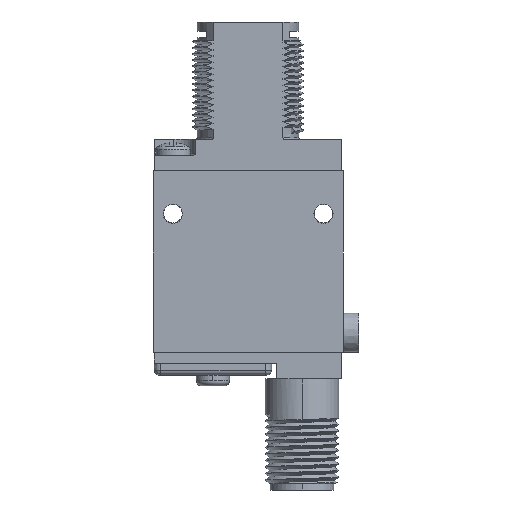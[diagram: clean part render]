
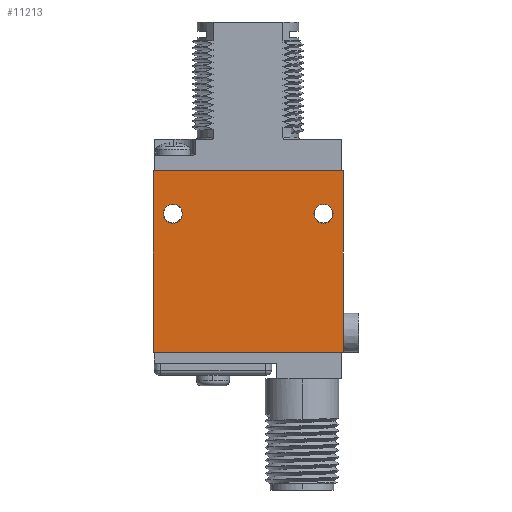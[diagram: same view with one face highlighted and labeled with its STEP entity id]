
A CAD part, left-side view. The second image highlights one B-rep face of the part: STEP entity #11213.
In plain terms, the highlighted planar face has unit normal (-1, 0, 0).
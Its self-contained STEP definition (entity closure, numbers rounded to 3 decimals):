
#1=DIRECTION('',(0.,0.,-1.));
#2=VECTOR('',#1,29.464);
#3=CARTESIAN_POINT('',(-6.02,0.,0.));
#4=LINE('',#3,#2);
#5=DIRECTION('',(0.,1.,0.));
#6=VECTOR('',#5,30.785);
#7=CARTESIAN_POINT('',(-6.02,0.,-29.464));
#8=LINE('',#7,#6);
#9=DIRECTION('',(0.,0.,1.));
#10=VECTOR('',#9,29.464);
#11=CARTESIAN_POINT('',(-6.02,30.785,-29.464));
#12=LINE('',#11,#10);
#13=DIRECTION('',(0.,-1.,0.));
#14=VECTOR('',#13,30.785);
#15=CARTESIAN_POINT('',(-6.02,30.785,0.));
#16=LINE('',#15,#14);
#17=CARTESIAN_POINT('',(-6.02,27.61,-6.985));
#18=DIRECTION('',(1.,0.,0.));
#19=DIRECTION('',(0.,0.,-1.));
#20=AXIS2_PLACEMENT_3D('',#17,#18,#19);
#22=CARTESIAN_POINT('',(-6.02,27.61,-6.985));
#23=DIRECTION('',(1.,0.,0.));
#24=DIRECTION('',(0.,0.,1.));
#25=AXIS2_PLACEMENT_3D('',#22,#23,#24);
#27=CARTESIAN_POINT('',(-6.02,3.175,-6.985));
#28=DIRECTION('',(1.,0.,0.));
#29=DIRECTION('',(0.,0.,-1.));
#30=AXIS2_PLACEMENT_3D('',#27,#28,#29);
#32=CARTESIAN_POINT('',(-6.02,3.175,-6.985));
#33=DIRECTION('',(1.,0.,0.));
#34=DIRECTION('',(0.,0.,1.));
#35=AXIS2_PLACEMENT_3D('',#32,#33,#34);
#10211=CARTESIAN_POINT('',(-6.02,0.,0.));
#10212=CARTESIAN_POINT('',(-6.02,0.,-29.464));
#10213=VERTEX_POINT('',#10211);
#10214=VERTEX_POINT('',#10212);
#10215=CARTESIAN_POINT('',(-6.02,30.785,-29.464));
#10216=VERTEX_POINT('',#10215);
#10217=CARTESIAN_POINT('',(-6.02,30.785,0.));
#10218=VERTEX_POINT('',#10217);
#10227=CARTESIAN_POINT('',(-6.02,27.61,-8.535));
#10228=CARTESIAN_POINT('',(-6.02,27.61,-5.435));
#10229=VERTEX_POINT('',#10227);
#10230=VERTEX_POINT('',#10228);
#10231=CARTESIAN_POINT('',(-6.02,3.175,-8.535));
#10232=CARTESIAN_POINT('',(-6.02,3.175,-5.435));
#10233=VERTEX_POINT('',#10231);
#10234=VERTEX_POINT('',#10232);
#11186=CARTESIAN_POINT('',(-6.02,0.,0.));
#11187=DIRECTION('',(1.,0.,0.));
#11188=DIRECTION('',(0.,0.,-1.));
#11189=AXIS2_PLACEMENT_3D('',#11186,#11187,#11188);
#11190=PLANE('',#11189);
#11192=ORIENTED_EDGE('',*,*,#11191,.T.);
#11194=ORIENTED_EDGE('',*,*,#11193,.T.);
#11196=ORIENTED_EDGE('',*,*,#11195,.T.);
#11198=ORIENTED_EDGE('',*,*,#11197,.T.);
#11199=EDGE_LOOP('',(#11192,#11194,#11196,#11198));
#11200=FACE_OUTER_BOUND('',#11199,.F.);
#11202=ORIENTED_EDGE('',*,*,#11201,.F.);
#11204=ORIENTED_EDGE('',*,*,#11203,.F.);
#11205=EDGE_LOOP('',(#11202,#11204));
#11206=FACE_BOUND('',#11205,.F.);
#11208=ORIENTED_EDGE('',*,*,#11207,.F.);
#11210=ORIENTED_EDGE('',*,*,#11209,.F.);
#11211=EDGE_LOOP('',(#11208,#11210));
#11212=FACE_BOUND('',#11211,.F.);
#11213=ADVANCED_FACE('',(#11200,#11206,#11212),#11190,.F.);
#21=CIRCLE('',#20,1.55);
#26=CIRCLE('',#25,1.55);
#31=CIRCLE('',#30,1.55);
#36=CIRCLE('',#35,1.55);
#11191=EDGE_CURVE('',#10213,#10214,#4,.T.);
#11193=EDGE_CURVE('',#10214,#10216,#8,.T.);
#11195=EDGE_CURVE('',#10216,#10218,#12,.T.);
#11197=EDGE_CURVE('',#10218,#10213,#16,.T.);
#11201=EDGE_CURVE('',#10229,#10230,#21,.T.);
#11203=EDGE_CURVE('',#10230,#10229,#26,.T.);
#11207=EDGE_CURVE('',#10233,#10234,#31,.T.);
#11209=EDGE_CURVE('',#10234,#10233,#36,.T.);
